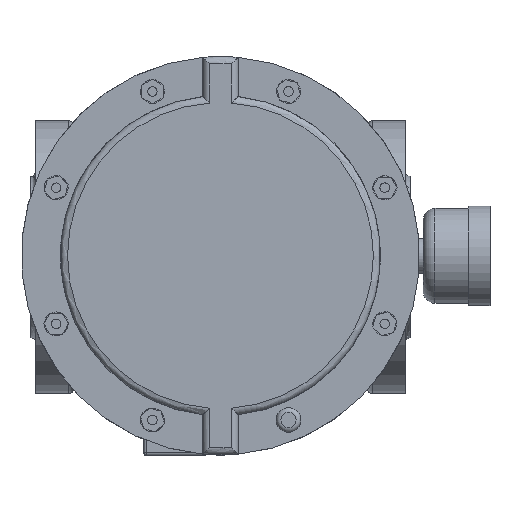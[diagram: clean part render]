
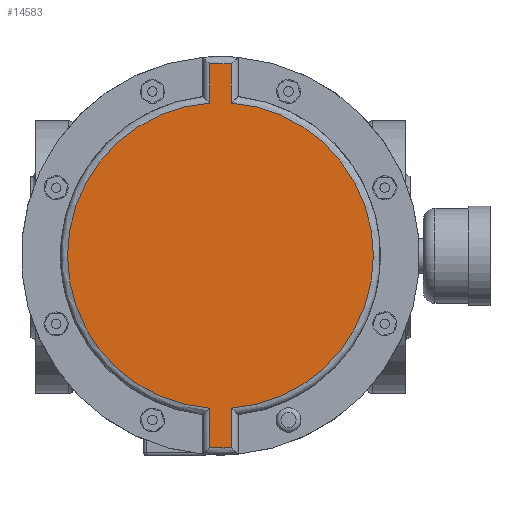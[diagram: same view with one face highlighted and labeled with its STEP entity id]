
A CAD part, top view. The second image highlights one B-rep face of the part: STEP entity #14583.
In plain terms, the highlighted planar face has unit normal (0, 0, 1).
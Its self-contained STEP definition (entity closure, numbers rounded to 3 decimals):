
#1115=LINE('',#22607,#2395);
#1117=LINE('',#22679,#2397);
#1120=LINE('',#22685,#2400);
#1122=LINE('',#22721,#2402);
#2395=VECTOR('',#17495,16.532);
#2397=VECTOR('',#17511,16.532);
#2400=VECTOR('',#17516,16.532);
#2402=VECTOR('',#17526,16.532);
#3542=FACE_OUTER_BOUND('',#4491,.T.);
#4491=EDGE_LOOP('',(#10349,#10350,#10351,#10352,#10353,#10354,#10355,#10356));
#5510=CIRCLE('',#15567,64.5);
#5511=CIRCLE('',#15570,81.);
#5514=CIRCLE('',#15574,64.5);
#5516=CIRCLE('',#15579,81.);
#6316=VERTEX_POINT('',#22574);
#6317=VERTEX_POINT('',#22589);
#6318=VERTEX_POINT('',#22606);
#6320=VERTEX_POINT('',#22625);
#6324=VERTEX_POINT('',#22647);
#6325=VERTEX_POINT('',#22662);
#6327=VERTEX_POINT('',#22684);
#6329=VERTEX_POINT('',#22703);
#7839=EDGE_CURVE('',#6316,#6317,#5510,.T.);
#7841=EDGE_CURVE('',#6317,#6318,#1115,.T.);
#7844=EDGE_CURVE('',#6318,#6320,#5511,.T.);
#7849=EDGE_CURVE('',#6324,#6325,#5514,.T.);
#7851=EDGE_CURVE('',#6320,#6324,#1117,.T.);
#7854=EDGE_CURVE('',#6325,#6327,#1120,.T.);
#7857=EDGE_CURVE('',#6327,#6329,#5516,.T.);
#7860=EDGE_CURVE('',#6329,#6316,#1122,.T.);
#10349=ORIENTED_EDGE('',*,*,#7849,.F.);
#10350=ORIENTED_EDGE('',*,*,#7851,.F.);
#10351=ORIENTED_EDGE('',*,*,#7844,.F.);
#10352=ORIENTED_EDGE('',*,*,#7841,.F.);
#10353=ORIENTED_EDGE('',*,*,#7839,.F.);
#10354=ORIENTED_EDGE('',*,*,#7860,.F.);
#10355=ORIENTED_EDGE('',*,*,#7857,.F.);
#10356=ORIENTED_EDGE('',*,*,#7854,.F.);
#13928=PLANE('',#15589);
#14583=ADVANCED_FACE('',(#3542),#13928,.T.);
#15567=AXIS2_PLACEMENT_3D('',#22590,#17491,#17492);
#15570=AXIS2_PLACEMENT_3D('',#22626,#17499,#17500);
#15574=AXIS2_PLACEMENT_3D('',#22663,#17507,#17508);
#15579=AXIS2_PLACEMENT_3D('',#22704,#17521,#17522);
#15589=AXIS2_PLACEMENT_3D('',#22747,#17552,#17553);
#17491=DIRECTION('center_axis',(0.,0.,-1.));
#17492=DIRECTION('ref_axis',(-1.,0.,0.));
#17495=DIRECTION('',(0.,1.,0.));
#17499=DIRECTION('center_axis',(0.,0.,-1.));
#17500=DIRECTION('ref_axis',(0.,1.,0.));
#17507=DIRECTION('center_axis',(0.,0.,-1.));
#17508=DIRECTION('ref_axis',(1.,0.,0.));
#17511=DIRECTION('',(0.,-1.,0.));
#17516=DIRECTION('',(0.,-1.,0.));
#17521=DIRECTION('center_axis',(0.,0.,-1.));
#17522=DIRECTION('ref_axis',(0.,-1.,0.));
#17526=DIRECTION('',(0.,1.,0.));
#17552=DIRECTION('center_axis',(0.,0.,1.));
#17553=DIRECTION('ref_axis',(1.,0.,0.));
#22574=CARTESIAN_POINT('',(-4.5,-64.343,364.));
#22589=CARTESIAN_POINT('',(-4.5,64.343,364.));
#22590=CARTESIAN_POINT('Origin',(0.,0.,364.));
#22606=CARTESIAN_POINT('',(-4.5,80.875,364.));
#22607=CARTESIAN_POINT('',(-4.5,0.,364.));
#22625=CARTESIAN_POINT('',(4.5,80.875,364.));
#22626=CARTESIAN_POINT('Origin',(0.,0.,364.));
#22647=CARTESIAN_POINT('',(4.5,64.343,364.));
#22662=CARTESIAN_POINT('',(4.5,-64.343,364.));
#22663=CARTESIAN_POINT('Origin',(0.,0.,364.));
#22679=CARTESIAN_POINT('',(4.5,0.,364.));
#22684=CARTESIAN_POINT('',(4.5,-80.875,364.));
#22685=CARTESIAN_POINT('',(4.5,0.,364.));
#22703=CARTESIAN_POINT('',(-4.5,-80.875,364.));
#22704=CARTESIAN_POINT('Origin',(0.,0.,364.));
#22721=CARTESIAN_POINT('',(-4.5,0.,364.));
#22747=CARTESIAN_POINT('Origin',(0.,0.,
364.));
